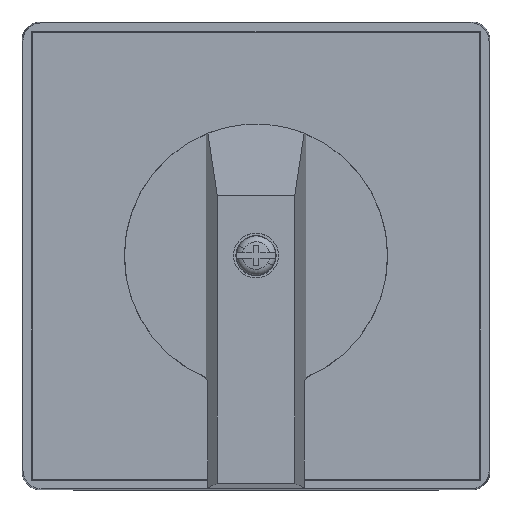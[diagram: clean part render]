
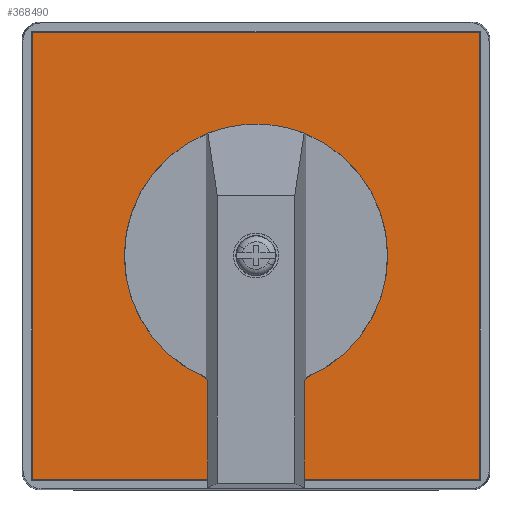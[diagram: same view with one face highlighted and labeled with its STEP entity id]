
A CAD part, top view. The second image highlights one B-rep face of the part: STEP entity #368490.
In plain terms, the highlighted planar face has unit normal (0, 0, 1).
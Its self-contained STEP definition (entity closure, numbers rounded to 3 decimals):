
#171300=CARTESIAN_POINT('',(0.,14.48,9.));
#171310=DIRECTION('',(-1.,0.,0.));
#171320=VECTOR('',#171310,1.);
#171330=LINE('',#171300,#171320);
#171340=CARTESIAN_POINT('',(1.2,14.48,9.));
#171350=VERTEX_POINT('',#171340);
#171360=CARTESIAN_POINT('',(-1.2,14.48,9.));
#171370=VERTEX_POINT('',#171360);
#171380=EDGE_CURVE('',#171350,#171370,#171330,.T.);
#183200=CARTESIAN_POINT('',(-2.286,12.6,9.));
#183210=VERTEX_POINT('',#183200);
#183240=CARTESIAN_POINT('',(-9.56,0.,9.));
#183250=DIRECTION('',(-0.5,-0.866,0.));
#183260=VECTOR('',#183250,1.);
#183270=LINE('',#183240,#183260);
#183280=EDGE_CURVE('',#171370,#183210,#183270,.T.);
#185890=CARTESIAN_POINT('',(9.56,0.,9.));
#185900=DIRECTION('',(-0.5,0.866,0.));
#185910=VECTOR('',#185900,1.);
#185920=LINE('',#185890,#185910);
#185930=CARTESIAN_POINT('',(2.286,12.6,9.));
#185940=VERTEX_POINT('',#185930);
#185950=EDGE_CURVE('',#185940,#171350,#185920,.T.);
#366920=CARTESIAN_POINT('',(-30.6,30.6,9.));
#366930=VERTEX_POINT('',#366920);
#366960=CARTESIAN_POINT('',(-30.6,30.6,9.));
#366970=DIRECTION('',(0.,-1.,0.));
#366980=VECTOR('',#366970,1.);
#366990=LINE('',#366960,#366980);
#367000=CARTESIAN_POINT('',(-30.6,-30.6,9.));
#367010=VERTEX_POINT('',#367000);
#367020=EDGE_CURVE('',#366930,#367010,#366990,.T.);
#367250=CARTESIAN_POINT('',(30.6,-30.6,9.));
#367260=DIRECTION('',(0.,1.,0.));
#367270=VECTOR('',#367260,1.);
#367280=LINE('',#367250,#367270);
#367290=CARTESIAN_POINT('',(30.6,-30.6,9.));
#367300=VERTEX_POINT('',#367290);
#367310=CARTESIAN_POINT('',(30.6,30.6,9.));
#367320=VERTEX_POINT('',#367310);
#367330=EDGE_CURVE('',#367300,#367320,#367280,.T.);
#367650=CARTESIAN_POINT('',(30.6,30.6,9.));
#367660=DIRECTION('',(-1.,0.,0.));
#367670=VECTOR('',#367660,1.);
#367680=LINE('',#367650,#367670);
#367690=EDGE_CURVE('',#367320,#366930,#367680,.T.);
#367880=CARTESIAN_POINT('',(-30.6,-30.6,9.));
#367890=DIRECTION('',(1.,0.,0.));
#367900=VECTOR('',#367890,1.);
#367910=LINE('',#367880,#367900);
#367920=EDGE_CURVE('',#367010,#367300,#367910,.T.);
#368060=CARTESIAN_POINT('',(0.,0.,9.));
#368070=DIRECTION('',(0.,0.,1.));
#368080=DIRECTION('',(1.,0.,0.));
#368090=AXIS2_PLACEMENT_3D('',#368060,#368070,#368080);
#368100=PLANE('',#368090);
#368110=CARTESIAN_POINT('',(0.,0.,9.));
#368120=DIRECTION('',(0.,0.,1.));
#368130=DIRECTION('',(1.,0.,0.));
#368140=AXIS2_PLACEMENT_3D('',#368110,#368120,#368130);
#368150=CIRCLE('',#368140,14.7);
#368160=CARTESIAN_POINT('',(-7.572,12.6,9.));
#368170=VERTEX_POINT('',#368160);
#368180=CARTESIAN_POINT('',(-8.884,11.712,9.));
#368190=VERTEX_POINT('',#368180);
#368200=EDGE_CURVE('',#368170,#368190,#368150,.T.);
#368210=ORIENTED_EDGE('',*,*,#368200,.F.);
#368220=CARTESIAN_POINT('',(8.884,11.712,9.));
#368230=VERTEX_POINT('',#368220);
#368240=EDGE_CURVE('',#368190,#368230,#368150,.T.);
#368250=ORIENTED_EDGE('',*,*,#368240,.F.);
#368260=CARTESIAN_POINT('',(7.572,12.6,9.));
#368270=VERTEX_POINT('',#368260);
#368280=EDGE_CURVE('',#368230,#368270,#368150,.T.);
#368290=ORIENTED_EDGE('',*,*,#368280,.F.);
#368300=CARTESIAN_POINT('',(-10.295,12.6,9.));
#368310=DIRECTION('',(1.,0.,0.));
#368320=VECTOR('',#368310,1.);
#368330=LINE('',#368300,#368320);
#368340=EDGE_CURVE('',#185940,#368270,#368330,.T.);
#368350=ORIENTED_EDGE('',*,*,#368340,.T.);
#368360=ORIENTED_EDGE('',*,*,#185950,.F.);
#368370=ORIENTED_EDGE('',*,*,#171380,.F.);
#368380=ORIENTED_EDGE('',*,*,#183280,.F.);
#368390=EDGE_CURVE('',#368170,#183210,#368330,.T.);
#368400=ORIENTED_EDGE('',*,*,#368390,.T.);
#368410=EDGE_LOOP('',(#368400,#368380,#368370,#368360,#368350,#368290,
#368250,#368210));
#368420=FACE_BOUND('',#368410,.T.);
#368430=ORIENTED_EDGE('',*,*,#367690,.T.);
#368440=ORIENTED_EDGE('',*,*,#367330,.T.);
#368450=ORIENTED_EDGE('',*,*,#367920,.T.);
#368460=ORIENTED_EDGE('',*,*,#367020,.T.);
#368470=EDGE_LOOP('',(#368460,#368450,#368440,#368430));
#368480=FACE_OUTER_BOUND('',#368470,.T.);
#368490=ADVANCED_FACE('',(#368420,#368480),#368100,.T.);
